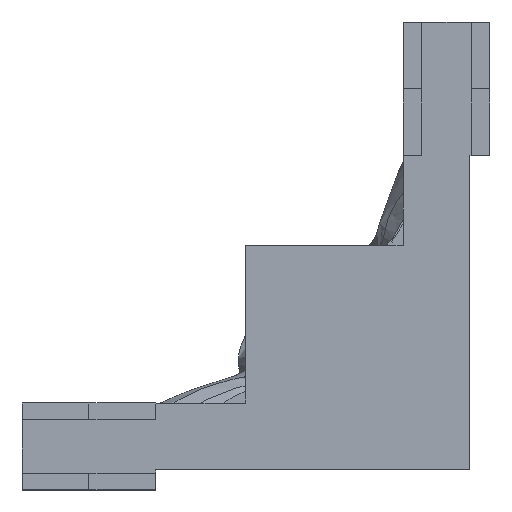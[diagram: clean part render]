
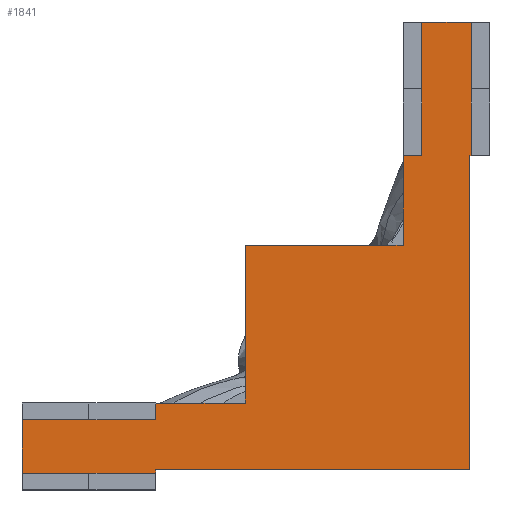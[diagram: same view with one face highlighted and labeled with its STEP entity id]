
A CAD part, top view. The second image highlights one B-rep face of the part: STEP entity #1841.
In plain terms, the highlighted planar face has unit normal (0, 0, 1).
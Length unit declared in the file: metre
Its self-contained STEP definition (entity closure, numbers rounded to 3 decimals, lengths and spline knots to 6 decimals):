
#309=ORIENTED_EDGE('',*,*,#905,.F.);
#310=ORIENTED_EDGE('',*,*,#906,.T.);
#311=ORIENTED_EDGE('',*,*,#907,.F.);
#312=ORIENTED_EDGE('',*,*,#908,.T.);
#313=ORIENTED_EDGE('',*,*,#909,.T.);
#314=ORIENTED_EDGE('',*,*,#910,.T.);
#315=ORIENTED_EDGE('',*,*,#911,.T.);
#316=ORIENTED_EDGE('',*,*,#912,.T.);
#317=ORIENTED_EDGE('',*,*,#913,.T.);
#318=ORIENTED_EDGE('',*,*,#914,.T.);
#319=ORIENTED_EDGE('',*,*,#915,.F.);
#320=ORIENTED_EDGE('',*,*,#916,.F.);
#321=ORIENTED_EDGE('',*,*,#917,.T.);
#322=ORIENTED_EDGE('',*,*,#918,.T.);
#323=ORIENTED_EDGE('',*,*,#919,.F.);
#324=ORIENTED_EDGE('',*,*,#920,.F.);
#905=EDGE_CURVE('',#1203,#1204,#1365,.T.);
#906=EDGE_CURVE('',#1203,#1205,#1366,.T.);
#907=EDGE_CURVE('',#1206,#1205,#1367,.T.);
#908=EDGE_CURVE('',#1206,#1207,#1368,.T.);
#909=EDGE_CURVE('',#1207,#1208,#1369,.T.);
#910=EDGE_CURVE('',#1208,#1209,#1370,.T.);
#911=EDGE_CURVE('',#1209,#1210,#1371,.T.);
#912=EDGE_CURVE('',#1210,#1211,#1372,.T.);
#913=EDGE_CURVE('',#1211,#1212,#1373,.T.);
#914=EDGE_CURVE('',#1212,#1213,#1374,.T.);
#915=EDGE_CURVE('',#1214,#1213,#1375,.T.);
#916=EDGE_CURVE('',#1215,#1214,#1376,.T.);
#917=EDGE_CURVE('',#1215,#1216,#1377,.T.);
#918=EDGE_CURVE('',#1216,#1217,#1378,.T.);
#919=EDGE_CURVE('',#1218,#1217,#1379,.T.);
#920=EDGE_CURVE('',#1204,#1218,#1380,.T.);
#1203=VERTEX_POINT('',#2376);
#1204=VERTEX_POINT('',#2377);
#1205=VERTEX_POINT('',#2379);
#1206=VERTEX_POINT('',#2381);
#1207=VERTEX_POINT('',#2383);
#1208=VERTEX_POINT('',#2385);
#1209=VERTEX_POINT('',#2387);
#1210=VERTEX_POINT('',#2389);
#1211=VERTEX_POINT('',#2391);
#1212=VERTEX_POINT('',#2393);
#1213=VERTEX_POINT('',#2395);
#1214=VERTEX_POINT('',#2397);
#1215=VERTEX_POINT('',#2399);
#1216=VERTEX_POINT('',#2401);
#1217=VERTEX_POINT('',#2403);
#1218=VERTEX_POINT('',#2405);
#1365=LINE('',#2375,#1471);
#1366=LINE('',#2378,#1472);
#1367=LINE('',#2380,#1473);
#1368=LINE('',#2382,#1474);
#1369=LINE('',#2384,#1475);
#1370=LINE('',#2386,#1476);
#1371=LINE('',#2388,#1477);
#1372=LINE('',#2390,#1478);
#1373=LINE('',#2392,#1479);
#1374=LINE('',#2394,#1480);
#1375=LINE('',#2396,#1481);
#1376=LINE('',#2398,#1482);
#1377=LINE('',#2400,#1483);
#1378=LINE('',#2402,#1484);
#1379=LINE('',#2404,#1485);
#1380=LINE('',#2406,#1486);
#1471=VECTOR('',#2034,1.);
#1472=VECTOR('',#2035,1.);
#1473=VECTOR('',#2036,1.);
#1474=VECTOR('',#2037,1.);
#1475=VECTOR('',#2038,1.);
#1476=VECTOR('',#2039,1.);
#1477=VECTOR('',#2040,1.);
#1478=VECTOR('',#2041,1.);
#1479=VECTOR('',#2042,1.);
#1480=VECTOR('',#2043,1.);
#1481=VECTOR('',#2044,1.);
#1482=VECTOR('',#2045,1.);
#1483=VECTOR('',#2046,1.);
#1484=VECTOR('',#2047,1.);
#1485=VECTOR('',#2048,1.);
#1486=VECTOR('',#2049,1.);
#1564=EDGE_LOOP('',(#309,#310,#311,#312,#313,#314,#315,#316,#317,#318,#319,
#320,#321,#322,#323,#324));
#1681=FACE_BOUND('',#1564,.T.);
#1798=PLANE('',#1971);
#1841=ADVANCED_FACE('',(#1681),#1798,.F.);
#1971=AXIS2_PLACEMENT_3D('',#2374,#2032,#2033);
#2032=DIRECTION('',(0.,0.,-1.));
#2033=DIRECTION('',(1.,0.,0.));
#2034=DIRECTION('',(0.,-1.,0.));
#2035=DIRECTION('',(1.,0.,0.));
#2036=DIRECTION('',(0.,-1.,0.));
#2037=DIRECTION('',(-1.,0.,0.));
#2038=DIRECTION('',(0.,-1.,0.));
#2039=DIRECTION('',(-1.,0.,0.));
#2040=DIRECTION('',(0.,-1.,0.));
#2041=DIRECTION('',(-1.,0.,0.));
#2042=DIRECTION('',(0.,-1.,0.));
#2043=DIRECTION('',(-1.,0.,0.));
#2044=DIRECTION('',(0.,1.,0.));
#2045=DIRECTION('',(1.,0.,0.));
#2046=DIRECTION('',(0.,-1.,0.));
#2047=DIRECTION('',(1.,0.,0.));
#2048=DIRECTION('',(0.,-1.,0.));
#2049=DIRECTION('',(-1.,0.,0.));
#2374=CARTESIAN_POINT('',(0.272011,0.004489,0.));
#2375=CARTESIAN_POINT('',(0.304,-0.004011,0.));
#2376=CARTESIAN_POINT('',(0.304,0.019479,0.));
#2377=CARTESIAN_POINT('',(0.304,-0.0275,0.));
#2378=CARTESIAN_POINT('',(0.3005,0.019479,0.));
#2379=CARTESIAN_POINT('',(0.3042,0.019479,0.));
#2380=CARTESIAN_POINT('',(0.3042,0.029479,0.));
#2381=CARTESIAN_POINT('',(0.3042,0.039479,0.));
#2382=CARTESIAN_POINT('',(0.3005,0.039479,0.));
#2383=CARTESIAN_POINT('',(0.2968,0.039479,0.));
#2384=CARTESIAN_POINT('',(0.2968,0.029479,0.));
#2385=CARTESIAN_POINT('',(0.2968,0.019479,0.));
#2386=CARTESIAN_POINT('',(0.2955,0.019479,0.));
#2387=CARTESIAN_POINT('',(0.294,0.019479,0.));
#2388=CARTESIAN_POINT('',(0.294,0.004489,0.));
#2389=CARTESIAN_POINT('',(0.294,0.006107,0.));
#2390=CARTESIAN_POINT('',(0.272011,0.006107,0.));
#2391=CARTESIAN_POINT('',(0.270393,0.006107,0.));
#2392=CARTESIAN_POINT('',(0.270393,0.004489,0.));
#2393=CARTESIAN_POINT('',(0.270393,-0.0175,0.));
#2394=CARTESIAN_POINT('',(0.272011,-0.0175,0.));
#2395=CARTESIAN_POINT('',(0.257021,-0.0175,0.));
#2396=CARTESIAN_POINT('',(0.257021,-0.019,0.));
#2397=CARTESIAN_POINT('',(0.257021,-0.02,0.));
#2398=CARTESIAN_POINT('',(0.247021,-0.02,0.));
#2399=CARTESIAN_POINT('',(0.237021,-0.02,0.));
#2400=CARTESIAN_POINT('',(0.237021,-0.029,0.));
#2401=CARTESIAN_POINT('',(0.237021,-0.028,0.));
#2402=CARTESIAN_POINT('',(0.247021,-0.028,0.));
#2403=CARTESIAN_POINT('',(0.257021,-0.028,0.));
#2404=CARTESIAN_POINT('',(0.257021,-0.024,0.));
#2405=CARTESIAN_POINT('',(0.257021,-0.0275,0.));
#2406=CARTESIAN_POINT('',(0.280511,-0.0275,0.));
